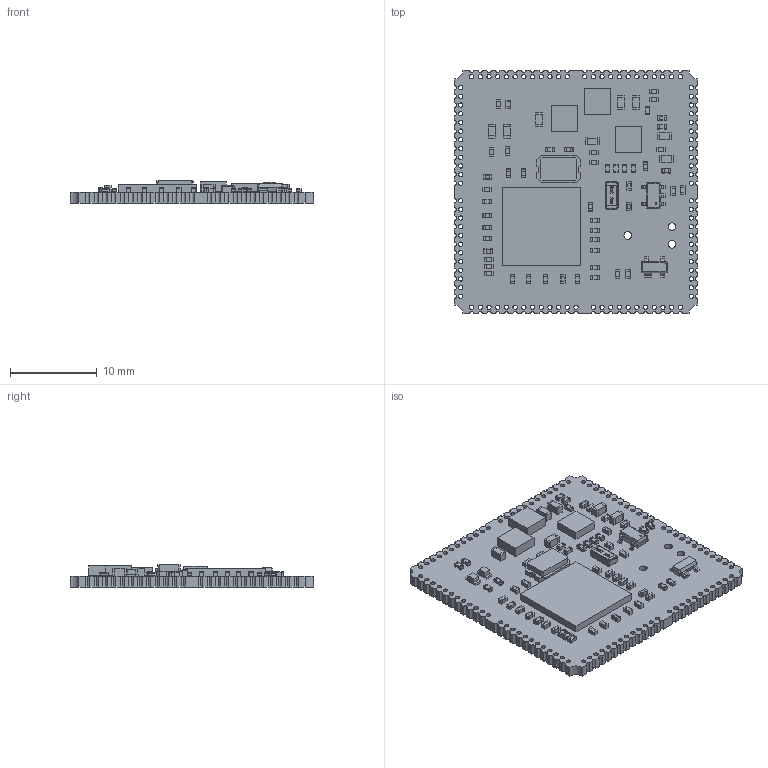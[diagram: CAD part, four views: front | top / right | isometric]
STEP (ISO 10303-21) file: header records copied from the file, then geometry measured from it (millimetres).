
FILE_DESCRIPTION(('Open CASCADE Model'),'2;1');
FILE_NAME('Open CASCADE Shape Model','2022-12-27T20:33:39',('Author'),( 'Open CASCADE'),'Open CASCADE STEP processor 7.5','Open CASCADE 7.5' ,'Unknown');
FILE_SCHEMA(('AUTOMOTIVE_DESIGN { 1 0 10303 214 1 1 1 1 }'));
Length unit declared in the file: millimetre
Products named in the file (136): PCB; Board; Open CASCADE STEP translator 7.5 3.1.1; L3; 6888941776; Extruded; R11; 6876607664; Mid_Body; Terminal; Open CASCADE STEP translator 6.8 15.2.1; Mark; R9; D2; 6888941616; 6888940656; 6888941216; 6888941056; D1; 6888941376; C34; User Library-cap_0402; C33; X1; User Library-Siward_SX3215; 6888936336; C32; C31; C6; R22; 6876602704; Open CASCADE STEP translator 6.8 28.2.1; C5; 0603_0.90mm; C2; C1; U3; ct-sot-23-5; R21; 6876603744 ...
Assembly tree (197 placements, depth 5):
  PCB
    Board
      Open CASCADE STEP translator 7.5 3.1.1
    L3
      6888941776
        Extruded
    R11
      6876607664
        Mid_Body
        Terminal  x2
          Open CASCADE STEP translator 6.8 15.2.1
        Mark
    R9
      6876607664
        Mid_Body
        Terminal  x2
          Open CASCADE STEP translator 6.8 15.2.1
        Mark
    D2
      6888941616  x2
        Extruded
      6888940656
        Extruded
      6888941216
        Extruded
      6888941056  x2
        Extruded
    D1
      6888941616  x2
        Extruded
      6888941376
        Extruded
      6888941216
        Extruded
      6888941056  x2
        Extruded
    C34
      User Library-cap_0402
    C33
      User Library-cap_0402
    X1
      User Library-Siward_SX3215
      6888936336
        Extruded
    C32
      User Library-cap_0402
    C31
      User Library-cap_0402
    C6
      User Library-cap_0402
    R22
      6876602704
        Mid_Body
        Terminal  x2
          Open CASCADE STEP translator 6.8 28.2.1
        Mark
    C5
      0603_0.90mm
    C2
      0603_0.90mm
Bounding box: 28 x 28 x 2.54 mm (x, y, z)
Volume: 1076.2 mm3; surface area: 2514.1 mm2
Topology: 151 solids, 151 shells, 2815 faces, 6796 edges, 4142 vertices
Faces by surface type: plane 1663, cylinder 862, sphere 224, bspline 54, torus 12
Full cylindrical faces by diameter (mm): 0.5 x96, 0.888 x3
Entity records: 37976 total; most frequent: CARTESIAN_POINT 8767, DIRECTION 5223, ORIENTED_EDGE 4990, EDGE_CURVE 2495, AXIS2_PLACEMENT_3D 1744, LINE 1735, VECTOR 1735, VERTEX_POINT 1640
